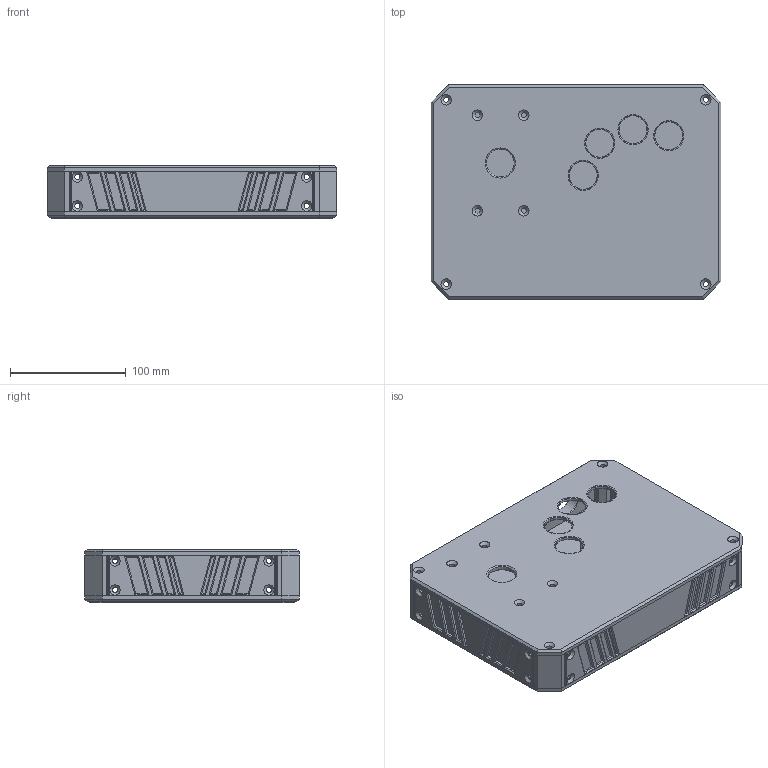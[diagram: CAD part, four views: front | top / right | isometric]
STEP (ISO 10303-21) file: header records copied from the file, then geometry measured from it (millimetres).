
FILE_DESCRIPTION(/* description */ (''),/* implementation_level */ '2;1');
FILE_NAME(/* name */ 'OSM-Mini - Complete Unit.step',/* time_stamp */ '2024-06-09T10:22:07-04:00',/* author */ (''),/* organization */ (''),/* preprocessor_version */ 'ST-DEVELOPER v20',/* originating_system */ 'Autodesk Translation Framework v13.14.0.145',/* authorisation */ '');
FILE_SCHEMA (('AUTOMOTIVE_DESIGN { 1 0 10303 214 3 1 1 }'));
Length unit declared in the file: millimetre
Products named in the file (2): Neogeo; Corner post - Standoff
Assembly tree (4 placements, depth 2):
  Neogeo
    Corner post - Standoff  x4
Bounding box: 250 x 185 x 46 mm (x, y, z)
Volume: 735112.4 mm3; surface area: 399362.2 mm2
Topology: 17 solids, 17 shells, 748 faces, 1871 edges, 1172 vertices
Faces by surface type: plane 533, cylinder 121, cone 94
Full cylindrical faces by diameter (mm): 3.05 x4, 3.5 x2, 4.5 x60, 7.5 x4, 24 x1, 24.05 x9, 26 x1, 35 x1, 45 x1
Entity records: 19178 total; most frequent: CARTESIAN_POINT 3257, DIRECTION 3241, ORIENTED_EDGE 3190, EDGE_CURVE 1595, LINE 1241, VECTOR 1241, AXIS2_PLACEMENT_3D 1000, VERTEX_POINT 992
